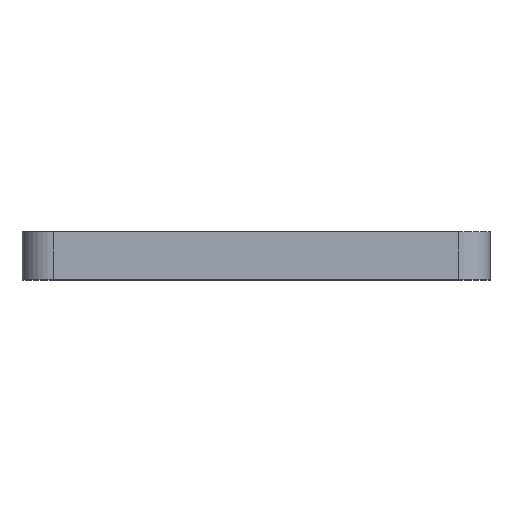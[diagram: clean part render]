
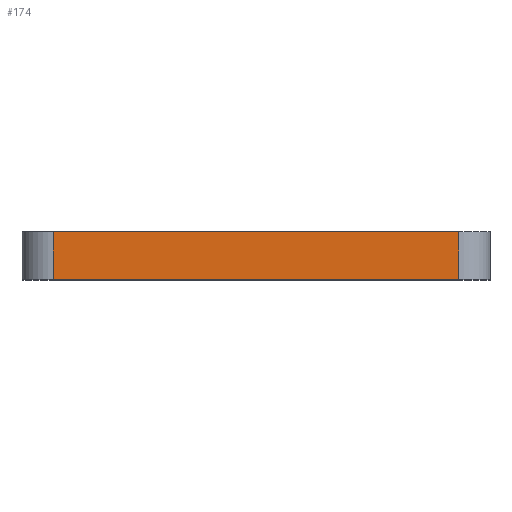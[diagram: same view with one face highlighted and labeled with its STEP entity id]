
A CAD part, top view. The second image highlights one B-rep face of the part: STEP entity #174.
In plain terms, the highlighted planar face has unit normal (0, 0, 1).
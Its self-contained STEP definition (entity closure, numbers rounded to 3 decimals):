
#174=ADVANCED_FACE('',(#338),#285,.T.);
#285=PLANE('',#2384);
#338=FACE_OUTER_BOUND('',#452,.T.);
#452=EDGE_LOOP('',(#839,#840,#841,#842));
#839=ORIENTED_EDGE('',*,*,#1748,.T.);
#840=ORIENTED_EDGE('',*,*,#1749,.F.);
#841=ORIENTED_EDGE('',*,*,#1750,.T.);
#842=ORIENTED_EDGE('',*,*,#1751,.F.);
#1517=VERTEX_POINT('',#3651);
#1518=VERTEX_POINT('',#3652);
#1519=VERTEX_POINT('',#3654);
#1520=VERTEX_POINT('',#3656);
#1748=EDGE_CURVE('',#1517,#1518,#2075,.T.);
#1749=EDGE_CURVE('',#1519,#1518,#2076,.T.);
#1750=EDGE_CURVE('',#1519,#1520,#2077,.T.);
#1751=EDGE_CURVE('',#1517,#1520,#2078,.T.);
#2075=LINE('',#3650,#2283);
#2076=LINE('',#3653,#2284);
#2077=LINE('',#3655,#2285);
#2078=LINE('',#3657,#2286);
#2283=VECTOR('',#2831,1.);
#2284=VECTOR('',#2832,1.);
#2285=VECTOR('',#2833,1.);
#2286=VECTOR('',#2834,1.);
#2384=AXIS2_PLACEMENT_3D('',#3658,#2835,#2836);
#2831=DIRECTION('',(0.,1.,0.));
#2832=DIRECTION('',(1.,0.,0.));
#2833=DIRECTION('',(0.,-1.,0.));
#2834=DIRECTION('',(-1.,0.,0.));
#2835=DIRECTION('',(0.,0.,1.));
#2836=DIRECTION('',(1.,0.,0.));
#3650=CARTESIAN_POINT('',(32.486,329.55,37.2));
#3651=CARTESIAN_POINT('',(32.486,329.55,37.2));
#3652=CARTESIAN_POINT('',(32.486,337.15,37.2));
#3653=CARTESIAN_POINT('',(-31.914,337.15,37.2));
#3654=CARTESIAN_POINT('',(-31.914,337.15,37.2));
#3655=CARTESIAN_POINT('',(-31.914,329.55,37.2));
#3656=CARTESIAN_POINT('',(-31.914,329.55,37.2));
#3657=CARTESIAN_POINT('',(-36.914,329.55,37.2));
#3658=CARTESIAN_POINT('',(-36.914,329.55,37.2));
